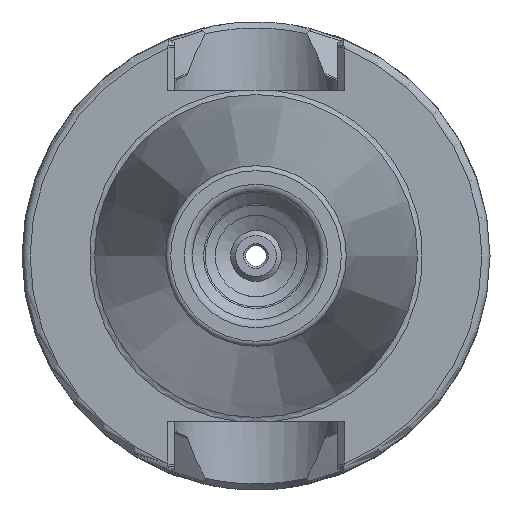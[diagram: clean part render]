
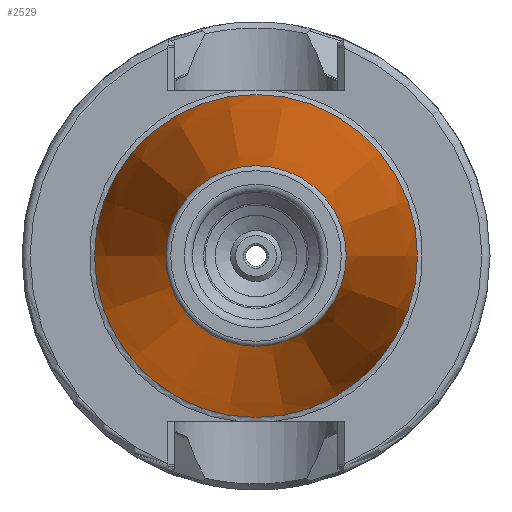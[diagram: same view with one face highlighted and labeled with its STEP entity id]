
A CAD part, left-side view. The second image highlights one B-rep face of the part: STEP entity #2529.
In plain terms, the highlighted conical face has half-angle 8.297 degrees and reference radius 12.377 mm.
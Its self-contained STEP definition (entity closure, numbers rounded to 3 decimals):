
#370=FACE_OUTER_BOUND('',#537,.T.);
#537=EDGE_LOOP('',(#2116,#2117,#2118,#2119,#2120));
#693=LINE('',#5444,#833);
#833=VECTOR('',#3404,12.377);
#964=CIRCLE('',#2858,8.879);
#965=CIRCLE('',#2859,8.879);
#968=CIRCLE('',#2863,15.875);
#1184=VERTEX_POINT('',#5434);
#1185=VERTEX_POINT('',#5435);
#1187=VERTEX_POINT('',#5442);
#1509=EDGE_CURVE('',#1184,#1185,#964,.T.);
#1510=EDGE_CURVE('',#1185,#1184,#965,.T.);
#1513=EDGE_CURVE('',#1187,#1187,#968,.T.);
#1514=EDGE_CURVE('',#1187,#1184,#693,.T.);
#2116=ORIENTED_EDGE('',*,*,#1513,.F.);
#2117=ORIENTED_EDGE('',*,*,#1514,.T.);
#2118=ORIENTED_EDGE('',*,*,#1509,.T.);
#2119=ORIENTED_EDGE('',*,*,#1510,.T.);
#2120=ORIENTED_EDGE('',*,*,#1514,.F.);
#2418=CONICAL_SURFACE('',#2862,12.377,0.145);
#2529=ADVANCED_FACE('',(#370),#2418,.T.);
#2858=AXIS2_PLACEMENT_3D('',#5436,#3392,#3393);
#2859=AXIS2_PLACEMENT_3D('',#5437,#3394,#3395);
#2862=AXIS2_PLACEMENT_3D('',#5441,#3400,#3401);
#2863=AXIS2_PLACEMENT_3D('',#5443,#3402,#3403);
#3392=DIRECTION('center_axis',(1.,0.,0.));
#3393=DIRECTION('ref_axis',(0.,0.,-1.));
#3394=DIRECTION('center_axis',(1.,0.,0.));
#3395=DIRECTION('ref_axis',(0.,0.,-1.));
#3400=DIRECTION('center_axis',(1.,0.,0.));
#3401=DIRECTION('ref_axis',(0.,1.,0.));
#3402=DIRECTION('center_axis',(1.,0.,0.));
#3403=DIRECTION('ref_axis',(0.,0.,-1.));
#3404=DIRECTION('',(-0.99,0.144,0.));
#5434=CARTESIAN_POINT('',(-47.972,-8.879,0.));
#5435=CARTESIAN_POINT('',(-47.972,0.,8.879));
#5436=CARTESIAN_POINT('Origin',(-47.972,0.,
0.));
#5437=CARTESIAN_POINT('Origin',(-47.972,0.,
0.));
#5441=CARTESIAN_POINT('Origin',(-23.986,0.,
0.));
#5442=CARTESIAN_POINT('',(0.,-15.875,0.));
#5443=CARTESIAN_POINT('Origin',(0.,0.,
0.));
#5444=CARTESIAN_POINT('',(-23.986,-12.377,0.));
